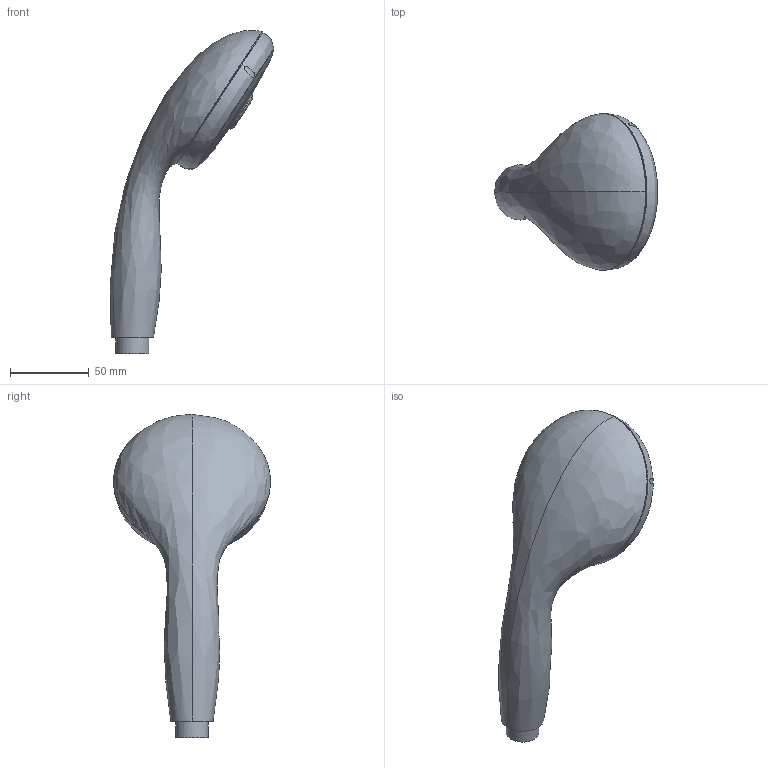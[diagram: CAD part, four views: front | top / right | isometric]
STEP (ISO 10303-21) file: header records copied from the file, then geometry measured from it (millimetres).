
FILE_DESCRIPTION(/* description */ ('Unknown'),/* implementation_level */ '2;1');
FILE_NAME(/* name */ '28261001',/* time_stamp */ '2022-09-07T04:09:05+02:00',/* author */ ('Unknown'),/* organization */ ('GROHE AG'),/* preprocessor_version */ 'ST-DEVELOPER v16.7',/* originating_system */ 'DEX',/* authorisation */ $);
FILE_SCHEMA (('AUTOMOTIVE_DESIGN {1 0 10303 214 3 1 1}'));
Length unit declared in the file: millimetre
Products named in the file (5): 28261001; id11; DF_REVOL; face1; Housing
Assembly tree (4 placements, depth 2):
  28261001
    id11
    DF_REVOL
    face1
    Housing
Bounding box: 104.11 x 100.01 x 205.81 mm (x, y, z)
Surface area: 45458.2 mm2 (no closed solid volume)
Topology: 0 solids, 5 shells, 24 faces, 45 edges, 31 vertices
Faces by surface type: bspline 12, plane 7, cylinder 4, cone 1
Full cylindrical faces by diameter (mm): 20.955 x1, 23.6 x1, 89.4 x1, 90.2 x1
Entity records: 2601 total; most frequent: CARTESIAN_POINT 2069, DIRECTION 60, ORIENTED_EDGE 57, EDGE_LOOP 40, FACE_BOUND 40, EDGE_CURVE 32, AXIS2_PLACEMENT_3D 30, VERTEX_POINT 28
